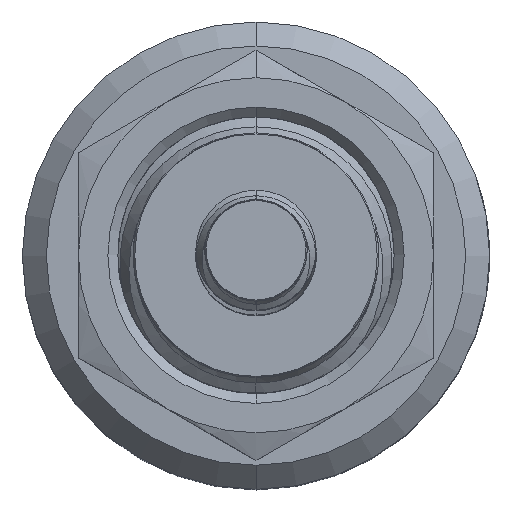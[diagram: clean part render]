
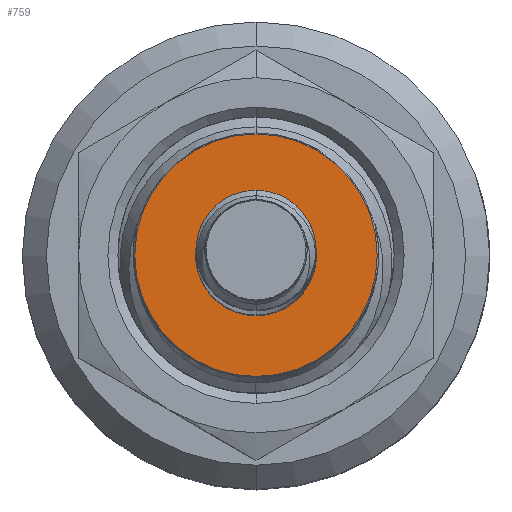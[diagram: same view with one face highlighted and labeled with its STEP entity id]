
A CAD part, top view. The second image highlights one B-rep face of the part: STEP entity #759.
In plain terms, the highlighted planar face has unit normal (0, 0, 1).
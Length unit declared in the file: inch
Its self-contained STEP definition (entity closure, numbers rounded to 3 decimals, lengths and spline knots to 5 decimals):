
#470 = VERTEX_POINT ( 'NONE', #4782 ) ;
#472 = VERTEX_POINT ( 'NONE', #4780 ) ;
#483 = EDGE_LOOP ( 'NONE', ( #636, #736 ) ) ;
#496 = EDGE_CURVE ( 'NONE', #472, #470, #4847, .T. ) ;
#636 = ORIENTED_EDGE ( 'NONE', *, *, #496, .F. ) ;
#676 = ORIENTED_EDGE ( 'NONE', *, *, #13270, .F. ) ;
#685 = ORIENTED_EDGE ( 'NONE', *, *, #687, .F. ) ;
#687 = EDGE_CURVE ( 'NONE', #12982, #11996, #5315, .T. ) ;
#691 = EDGE_LOOP ( 'NONE', ( #685, #676 ) ) ;
#732 = EDGE_CURVE ( 'NONE', #470, #472, #5455, .T. ) ;
#736 = ORIENTED_EDGE ( 'NONE', *, *, #732, .F. ) ;
#759 = ADVANCED_FACE ( 'NONE', ( #5485, #5484 ), #5476, .F. ) ;
#4780 = CARTESIAN_POINT ( 'NONE',  ( 0., 0.19198, 2.81 ) ) ;
#4782 = CARTESIAN_POINT ( 'NONE',  ( 0., -0.19198, 2.81 ) ) ;
#4843 = DIRECTION ( 'NONE',  ( 0., 1., 0. ) ) ;
#4844 = DIRECTION ( 'NONE',  ( 0., 0., -1. ) ) ;
#4845 = CARTESIAN_POINT ( 'NONE',  ( 0., 0., 2.81 ) ) ;
#4846 = AXIS2_PLACEMENT_3D ( 'NONE', #4845, #4844, #4843 ) ;
#4847 = CIRCLE ( 'NONE', #4846, 0.19198 ) ;
#5312 = DIRECTION ( 'NONE',  ( 0., -1., 0. ) ) ;
#5313 = DIRECTION ( 'NONE',  ( 0., 0., 1. ) ) ;
#5314 = AXIS2_PLACEMENT_3D ( 'NONE', #5320, #5313, #5312 ) ;
#5315 = CIRCLE ( 'NONE', #5314, 0.096 ) ;
#5320 = CARTESIAN_POINT ( 'NONE',  ( 0., 0., 2.81 ) ) ;
#5452 = DIRECTION ( 'NONE',  ( 0., 1., 0. ) ) ;
#5453 = DIRECTION ( 'NONE',  ( 0., 0., -1. ) ) ;
#5454 = AXIS2_PLACEMENT_3D ( 'NONE', #5460, #5453, #5452 ) ;
#5455 = CIRCLE ( 'NONE', #5454, 0.19198 ) ;
#5460 = CARTESIAN_POINT ( 'NONE',  ( 0., 0., 2.81 ) ) ;
#5472 = DIRECTION ( 'NONE',  ( -1., 0., 0. ) ) ;
#5473 = DIRECTION ( 'NONE',  ( 0., 0., -1. ) ) ;
#5474 = CARTESIAN_POINT ( 'NONE',  ( 0., 0., 2.81 ) ) ;
#5475 = AXIS2_PLACEMENT_3D ( 'NONE', #5474, #5473, #5472 ) ;
#5476 = PLANE ( 'NONE',  #5475 ) ;
#5484 = FACE_BOUND ( 'NONE', #691, .T. ) ;
#5485 = FACE_OUTER_BOUND ( 'NONE', #483, .T. ) ;
#11996 = VERTEX_POINT ( 'NONE', #17350 ) ;
#12982 = VERTEX_POINT ( 'NONE', #17471 ) ;
#13270 = EDGE_CURVE ( 'NONE', #11996, #12982, #17560, .T. ) ;
#17350 = CARTESIAN_POINT ( 'NONE',  ( 0., 0.096, 2.81 ) ) ;
#17471 = CARTESIAN_POINT ( 'NONE',  ( 0., -0.096, 2.81 ) ) ;
#17555 = DIRECTION ( 'NONE',  ( 0., -1., 0. ) ) ;
#17556 = DIRECTION ( 'NONE',  ( 0., 0., 1. ) ) ;
#17558 = CARTESIAN_POINT ( 'NONE',  ( 0., 0., 2.81 ) ) ;
#17559 = AXIS2_PLACEMENT_3D ( 'NONE', #17558, #17556, #17555 ) ;
#17560 = CIRCLE ( 'NONE', #17559, 0.096 ) ;
